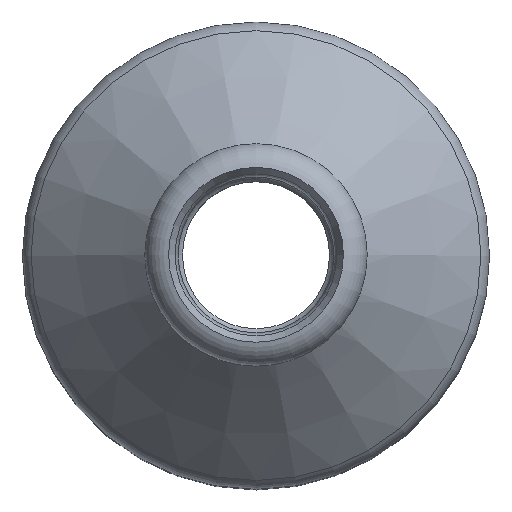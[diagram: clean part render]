
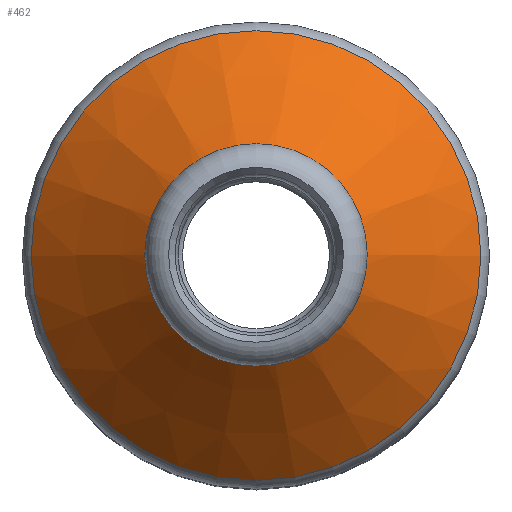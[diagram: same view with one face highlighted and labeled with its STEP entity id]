
A CAD part, top view. The second image highlights one B-rep face of the part: STEP entity #462.
In plain terms, the highlighted conical face has half-angle 44.59 degrees and reference radius 18.284 mm.
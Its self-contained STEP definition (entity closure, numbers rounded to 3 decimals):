
#18=CONICAL_SURFACE('',#546,18.284,0.778);
#25=LINE('',#867,#36);
#36=VECTOR('',#701,18.284);
#61=FACE_OUTER_BOUND('',#82,.T.);
#82=EDGE_LOOP('',(#375,#376,#377,#378,#379,#380,#381,#382));
#130=CIRCLE('',#540,25.993);
#131=CIRCLE('',#541,25.993);
#135=CIRCLE('',#545,25.993);
#136=CIRCLE('',#547,10.576);
#137=CIRCLE('',#548,10.576);
#138=CIRCLE('',#549,10.576);
#190=VERTEX_POINT('',#849);
#191=VERTEX_POINT('',#850);
#192=VERTEX_POINT('',#852);
#195=VERTEX_POINT('',#861);
#196=VERTEX_POINT('',#862);
#197=VERTEX_POINT('',#864);
#256=EDGE_CURVE('',#190,#191,#130,.T.);
#257=EDGE_CURVE('',#192,#190,#131,.T.);
#261=EDGE_CURVE('',#191,#192,#135,.T.);
#262=EDGE_CURVE('',#195,#196,#136,.T.);
#263=EDGE_CURVE('',#197,#195,#137,.T.);
#264=EDGE_CURVE('',#196,#197,#138,.T.);
#265=EDGE_CURVE('',#196,#191,#25,.T.);
#375=ORIENTED_EDGE('',*,*,#262,.F.);
#376=ORIENTED_EDGE('',*,*,#263,.F.);
#377=ORIENTED_EDGE('',*,*,#264,.F.);
#378=ORIENTED_EDGE('',*,*,#265,.T.);
#379=ORIENTED_EDGE('',*,*,#261,.T.);
#380=ORIENTED_EDGE('',*,*,#257,.T.);
#381=ORIENTED_EDGE('',*,*,#256,.T.);
#382=ORIENTED_EDGE('',*,*,#265,.F.);
#462=ADVANCED_FACE('',(#61),#18,.T.);
#540=AXIS2_PLACEMENT_3D('',#851,#681,#682);
#541=AXIS2_PLACEMENT_3D('',#853,#683,#684);
#545=AXIS2_PLACEMENT_3D('',#859,#691,#692);
#546=AXIS2_PLACEMENT_3D('',#860,#693,#694);
#547=AXIS2_PLACEMENT_3D('',#863,#695,#696);
#548=AXIS2_PLACEMENT_3D('',#865,#697,#698);
#549=AXIS2_PLACEMENT_3D('',#866,#699,#700);
#681=DIRECTION('center_axis',(0.,0.,
1.));
#682=DIRECTION('ref_axis',(0.,-1.,0.));
#683=DIRECTION('center_axis',(0.,0.,
1.));
#684=DIRECTION('ref_axis',(0.,-1.,0.));
#691=DIRECTION('center_axis',(0.,0.,
1.));
#692=DIRECTION('ref_axis',(0.,-1.,0.));
#693=DIRECTION('center_axis',(0.,0.,
-1.));
#694=DIRECTION('ref_axis',(-1.,0.,0.));
#695=DIRECTION('center_axis',(0.,0.,
1.));
#696=DIRECTION('ref_axis',(0.,-1.,0.));
#697=DIRECTION('center_axis',(0.,0.,
1.));
#698=DIRECTION('ref_axis',(0.,-1.,0.));
#699=DIRECTION('center_axis',(0.,0.,
1.));
#700=DIRECTION('ref_axis',(0.,-1.,0.));
#701=DIRECTION('',(0.702,0.,-0.712));
#849=CARTESIAN_POINT('',(-25.993,0.,29.457));
#850=CARTESIAN_POINT('',(25.993,0.,29.457));
#851=CARTESIAN_POINT('Origin',(0.,0.,
29.457));
#852=CARTESIAN_POINT('',(0.,25.993,29.457));
#853=CARTESIAN_POINT('Origin',(0.,0.,
29.457));
#859=CARTESIAN_POINT('Origin',(0.,0.,
29.457));
#860=CARTESIAN_POINT('Origin',(0.,0.,
37.277));
#861=CARTESIAN_POINT('',(-10.576,0.,45.096));
#862=CARTESIAN_POINT('',(10.576,0.,45.096));
#863=CARTESIAN_POINT('Origin',(0.,0.,
45.096));
#864=CARTESIAN_POINT('',(0.,10.576,45.096));
#865=CARTESIAN_POINT('Origin',(0.,0.,
45.096));
#866=CARTESIAN_POINT('Origin',(0.,0.,
45.096));
#867=CARTESIAN_POINT('',(18.284,0.,37.277));
